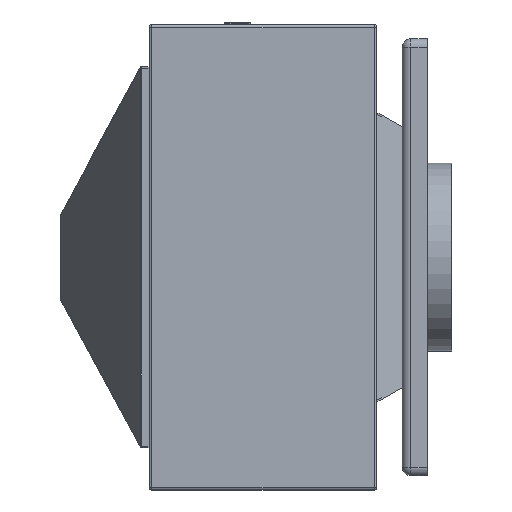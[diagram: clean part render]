
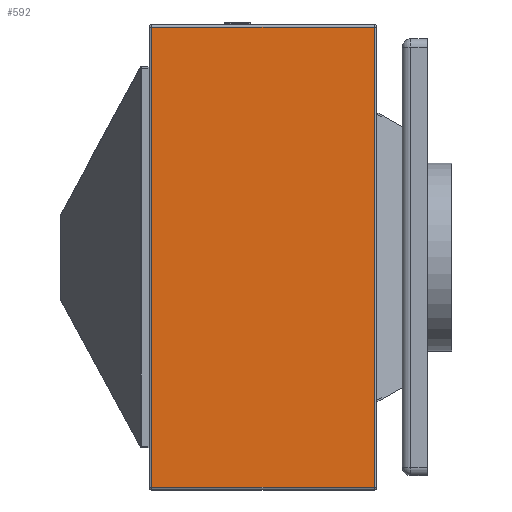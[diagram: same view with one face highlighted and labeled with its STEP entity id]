
A CAD part, left-side view. The second image highlights one B-rep face of the part: STEP entity #592.
In plain terms, the highlighted planar face has unit normal (-1, 0, 0).
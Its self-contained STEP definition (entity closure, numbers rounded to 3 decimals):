
#571 = EDGE_CURVE ( 'NONE', #597, #572, #2075, .T. ) ;
#572 = VERTEX_POINT ( 'NONE', #2058 ) ;
#573 = ORIENTED_EDGE ( 'NONE', *, *, #574, .T. ) ;
#574 = EDGE_CURVE ( 'NONE', #572, #575, #2053, .T. ) ;
#575 = VERTEX_POINT ( 'NONE', #2192 ) ;
#576 = ORIENTED_EDGE ( 'NONE', *, *, #577, .T. ) ;
#577 = EDGE_CURVE ( 'NONE', #575, #596, #2188, .T. ) ;
#592 = ADVANCED_FACE ( 'NONE', ( #2139 ), #2132, .F. ) ;
#593 = EDGE_LOOP ( 'NONE', ( #594, #653, #573, #576 ) ) ;
#594 = ORIENTED_EDGE ( 'NONE', *, *, #595, .T. ) ;
#595 = EDGE_CURVE ( 'NONE', #596, #597, #2134, .T. ) ;
#596 = VERTEX_POINT ( 'NONE', #2260 ) ;
#597 = VERTEX_POINT ( 'NONE', #2257 ) ;
#653 = ORIENTED_EDGE ( 'NONE', *, *, #571, .T. ) ;
#2051 = CARTESIAN_POINT ( 'NONE',  ( -277., 63., -277. ) ) ;
#2053 = LINE ( 'NONE', #2051, #2195 ) ;
#2058 = CARTESIAN_POINT ( 'NONE',  ( -277., 63., -274. ) ) ;
#2060 = DIRECTION ( 'NONE',  ( 0., -1., 0. ) ) ;
#2061 = VECTOR ( 'NONE', #2060, 1000. ) ;
#2064 = CARTESIAN_POINT ( 'NONE',  ( -277., 331.333, -274. ) ) ;
#2075 = LINE ( 'NONE', #2064, #2061 ) ;
#2126 = DIRECTION ( 'NONE',  ( 0., 0., -1. ) ) ;
#2128 = DIRECTION ( 'NONE',  ( 1., 0., 0. ) ) ;
#2129 = CARTESIAN_POINT ( 'NONE',  ( -277., 331.333, -277. ) ) ;
#2131 = AXIS2_PLACEMENT_3D ( 'NONE', #2129, #2128, #2126 ) ;
#2132 = PLANE ( 'NONE',  #2131 ) ;
#2134 = LINE ( 'NONE', #2265, #2264 ) ;
#2139 = FACE_OUTER_BOUND ( 'NONE', #593, .T. ) ;
#2183 = DIRECTION ( 'NONE',  ( 0., 1., 0. ) ) ;
#2185 = VECTOR ( 'NONE', #2183, 1000. ) ;
#2186 = CARTESIAN_POINT ( 'NONE',  ( -277., 331.333, 274. ) ) ;
#2188 = LINE ( 'NONE', #2186, #2185 ) ;
#2192 = CARTESIAN_POINT ( 'NONE',  ( -277., 63., 274. ) ) ;
#2194 = DIRECTION ( 'NONE',  ( 0., 0., 1. ) ) ;
#2195 = VECTOR ( 'NONE', #2194, 1000. ) ;
#2257 = CARTESIAN_POINT ( 'NONE',  ( -277., 328.333, -274. ) ) ;
#2260 = CARTESIAN_POINT ( 'NONE',  ( -277., 328.333, 274. ) ) ;
#2262 = DIRECTION ( 'NONE',  ( 0., 0., -1. ) ) ;
#2264 = VECTOR ( 'NONE', #2262, 1000. ) ;
#2265 = CARTESIAN_POINT ( 'NONE',  ( -277., 328.333, -277. ) ) ;
